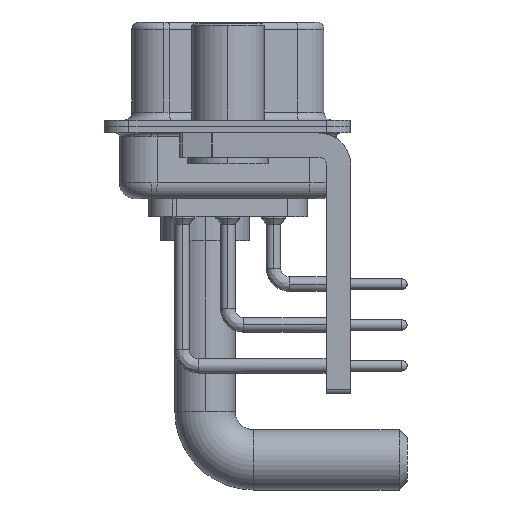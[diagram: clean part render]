
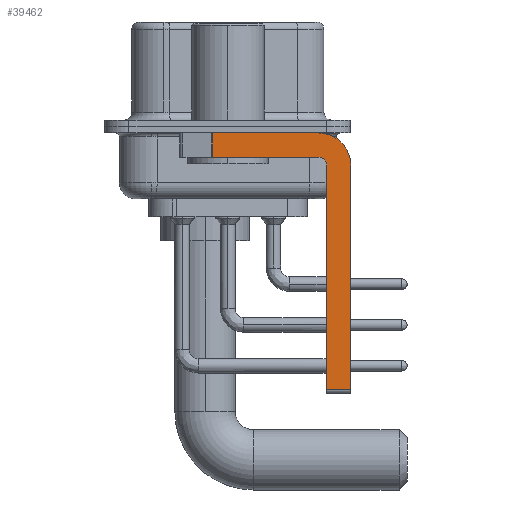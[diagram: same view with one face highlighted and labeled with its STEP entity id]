
A CAD part, left-side view. The second image highlights one B-rep face of the part: STEP entity #39462.
In plain terms, the highlighted planar face has unit normal (-1, 0, 0).
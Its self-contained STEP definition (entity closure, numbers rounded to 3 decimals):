
#123 = ORIENTED_EDGE ( 'NONE', *, *, #10465, .F. ) ;
#762 = CARTESIAN_POINT ( 'NONE',  ( -2.9, -6.15, -16.6 ) ) ;
#1241 = CARTESIAN_POINT ( 'NONE',  ( -2.9, 0.978, -1.9 ) ) ;
#1996 = DIRECTION ( 'NONE',  ( 0., 0., -1. ) ) ;
#2000 = CARTESIAN_POINT ( 'NONE',  ( -2.9, 0.978, -0.4 ) ) ;
#2123 = EDGE_CURVE ( 'NONE', #24793, #19584, #28864, .T. ) ;
#2352 = VECTOR ( 'NONE', #29189, 1000. ) ;
#2528 = ORIENTED_EDGE ( 'NONE', *, *, #23640, .F. ) ;
#2871 = DIRECTION ( 'NONE',  ( 0., -1., 0. ) ) ;
#3269 = LINE ( 'NONE', #27869, #20589 ) ;
#6214 = EDGE_CURVE ( 'NONE', #12697, #26078, #3269, .T. ) ;
#7384 = VERTEX_POINT ( 'NONE', #8473 ) ;
#8399 = PLANE ( 'NONE',  #21158 ) ;
#8473 = CARTESIAN_POINT ( 'NONE',  ( -2.9, -5.65, -0.4 ) ) ;
#9227 = DIRECTION ( 'NONE',  ( 0., -1., 0. ) ) ;
#9447 = ORIENTED_EDGE ( 'NONE', *, *, #15107, .F. ) ;
#10465 = EDGE_CURVE ( 'NONE', #12697, #23989, #16872, .T. ) ;
#11178 = CARTESIAN_POINT ( 'NONE',  ( -2.9, -6.15, -2.4 ) ) ;
#11221 = CARTESIAN_POINT ( 'NONE',  ( -2.9, -5.65, -2.4 ) ) ;
#11720 = DIRECTION ( 'NONE',  ( 0., 0., 1. ) ) ;
#12697 = VERTEX_POINT ( 'NONE', #17110 ) ;
#13796 = AXIS2_PLACEMENT_3D ( 'NONE', #11221, #23560, #31407 ) ;
#14379 = CARTESIAN_POINT ( 'NONE',  ( -2.9, -7.65, -2.4 ) ) ;
#14515 = AXIS2_PLACEMENT_3D ( 'NONE', #27875, #15557, #11720 ) ;
#14675 = ORIENTED_EDGE ( 'NONE', *, *, #6214, .T. ) ;
#14851 = CARTESIAN_POINT ( 'NONE',  ( -2.9, -5.65, -1.9 ) ) ;
#15082 = CARTESIAN_POINT ( 'NONE',  ( -2.9, 0.978, -1.9 ) ) ;
#15107 = EDGE_CURVE ( 'NONE', #18683, #26078, #38470, .T. ) ;
#15557 = DIRECTION ( 'NONE',  ( -1., 0., 0. ) ) ;
#16872 = LINE ( 'NONE', #762, #2352 ) ;
#17110 = CARTESIAN_POINT ( 'NONE',  ( -2.9, -6.15, -16.35 ) ) ;
#18683 = VERTEX_POINT ( 'NONE', #14379 ) ;
#19584 = VERTEX_POINT ( 'NONE', #15082 ) ;
#20589 = VECTOR ( 'NONE', #2871, 1000. ) ;
#20901 = DIRECTION ( 'NONE',  ( 0., 1., 0. ) ) ;
#21062 = EDGE_CURVE ( 'NONE', #24793, #7384, #24377, .T. ) ;
#21158 = AXIS2_PLACEMENT_3D ( 'NONE', #24368, #33045, #1996 ) ;
#21711 = CARTESIAN_POINT ( 'NONE',  ( -2.9, -5.65, -1.9 ) ) ;
#22913 = DIRECTION ( 'NONE',  ( 0., 0., -1. ) ) ;
#23488 = VECTOR ( 'NONE', #20901, 1000. ) ;
#23560 = DIRECTION ( 'NONE',  ( 1., 0., 0. ) ) ;
#23640 = EDGE_CURVE ( 'NONE', #7384, #18683, #37053, .T. ) ;
#23989 = VERTEX_POINT ( 'NONE', #11178 ) ;
#24368 = CARTESIAN_POINT ( 'NONE',  ( -2.9, -5.65, -2.4 ) ) ;
#24377 = LINE ( 'NONE', #37112, #31788 ) ;
#24793 = VERTEX_POINT ( 'NONE', #2000 ) ;
#24910 = ORIENTED_EDGE ( 'NONE', *, *, #2123, .T. ) ;
#26072 = ORIENTED_EDGE ( 'NONE', *, *, #21062, .F. ) ;
#26078 = VERTEX_POINT ( 'NONE', #32160 ) ;
#26825 = EDGE_LOOP ( 'NONE', ( #26072, #24910, #28880, #30344, #123, #14675, #9447, #2528 ) ) ;
#27812 = VERTEX_POINT ( 'NONE', #21711 ) ;
#27869 = CARTESIAN_POINT ( 'NONE',  ( -2.9, -5.65, -16.35 ) ) ;
#27875 = CARTESIAN_POINT ( 'NONE',  ( -2.9, -5.65, -2.4 ) ) ;
#28864 = LINE ( 'NONE', #1241, #35220 ) ;
#28880 = ORIENTED_EDGE ( 'NONE', *, *, #28962, .F. ) ;
#28962 = EDGE_CURVE ( 'NONE', #27812, #19584, #36263, .T. ) ;
#29189 = DIRECTION ( 'NONE',  ( 0., 0., 1. ) ) ;
#29910 = EDGE_CURVE ( 'NONE', #23989, #27812, #31927, .T. ) ;
#30344 = ORIENTED_EDGE ( 'NONE', *, *, #29910, .F. ) ;
#31407 = DIRECTION ( 'NONE',  ( 0., 0., -1. ) ) ;
#31788 = VECTOR ( 'NONE', #9227, 1000. ) ;
#31927 = CIRCLE ( 'NONE', #14515, 0.5 ) ;
#32160 = CARTESIAN_POINT ( 'NONE',  ( -2.9, -7.65, -16.35 ) ) ;
#33045 = DIRECTION ( 'NONE',  ( 1., 0., 0. ) ) ;
#35220 = VECTOR ( 'NONE', #38568, 1000. ) ;
#35420 = CARTESIAN_POINT ( 'NONE',  ( -2.9, -7.65, -2.4 ) ) ;
#36263 = LINE ( 'NONE', #14851, #23488 ) ;
#37053 = CIRCLE ( 'NONE', #13796, 2. ) ;
#37112 = CARTESIAN_POINT ( 'NONE',  ( -2.9, 3., -0.4 ) ) ;
#37324 = VECTOR ( 'NONE', #22913, 1000. ) ;
#38470 = LINE ( 'NONE', #35420, #37324 ) ;
#38568 = DIRECTION ( 'NONE',  ( 0., 0., -1. ) ) ;
#39462 = ADVANCED_FACE ( 'NONE', ( #39539 ), #8399, .F. ) ;
#39539 = FACE_OUTER_BOUND ( 'NONE', #26825, .T. ) ;
